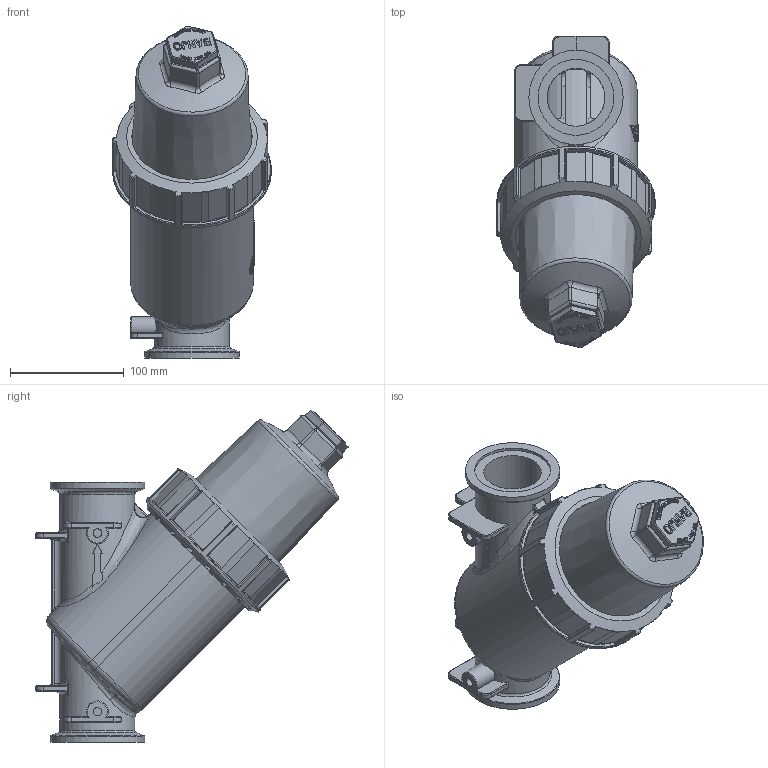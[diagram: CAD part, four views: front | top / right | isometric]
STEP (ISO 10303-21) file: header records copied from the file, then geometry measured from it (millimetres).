
FILE_DESCRIPTION(/* description */ ('2" FP MANIFOLD LINE STRAINER - 4 MESH'),/* implementation_level */ '2;1');
FILE_NAME(/* name */ 'MLS222-04.stp',/* time_stamp */ '2020-04-21T09:21:13-04:00',/* author */ ('MEG'),/* organization */ (''),/* preprocessor_version */ 'ST-DEVELOPER v17.2',/* originating_system */ 'Autodesk Inventor 2019',/* authorisation */ '');
FILE_SCHEMA (('AUTOMOTIVE_DESIGN { 1 0 10303 214 3 1 1 }'));
Length unit declared in the file: inch
Products named in the file (9): MLS222-04; MLS222B; MLS220C1; MLS220C1X; LSQ200-PL; LSQ200-R; MLS220G1; MLS220R1; LST204SS
Assembly tree (8 placements, depth 3):
  MLS222-04
    MLS222B
    MLS220C1
      MLS220C1X
      LSQ200-PL
      LSQ200-R
      MLS220G1
    MLS220R1
    LST204SS
Bounding box: 139.95 x 274.74 x 292.27 mm (x, y, z)
Volume: 1481123.8 mm3; surface area: 476159.6 mm2
Topology: 7 solids, 7 shells, 1884 faces, 5180 edges, 3361 vertices
Faces by surface type: plane 784, bspline 543, cylinder 345, torus 119, cone 53, sphere 40
Full cylindrical faces by diameter (mm): 7.493 x2, 19.05 x1, 25.4 x1, 29.867 x9, 33.401 x1, 50.8 x2, 66.04 x2, 66.802 x2, 74.612 x1, 79.451 x1, 80.975 x2, 83.058 x2, 89.662 x1, 99.187 x1, 104.14 x2, 104.902 x1, 106.045 x1, 107.073 x1, 113.03 x1, 114.3 x1, 139.954 x1
Entity records: 92894 total; most frequent: CARTESIAN_POINT 48471, ORIENTED_EDGE 10312, DIRECTION 7560, EDGE_CURVE 5156, VERTEX_POINT 3362, AXIS2_PLACEMENT_3D 2693, LINE 2174, VECTOR 2174
